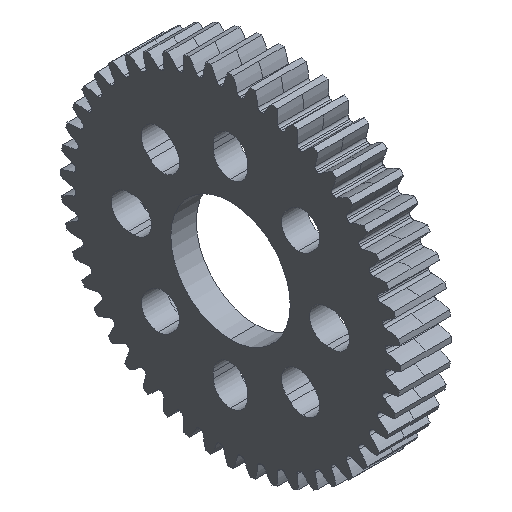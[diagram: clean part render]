
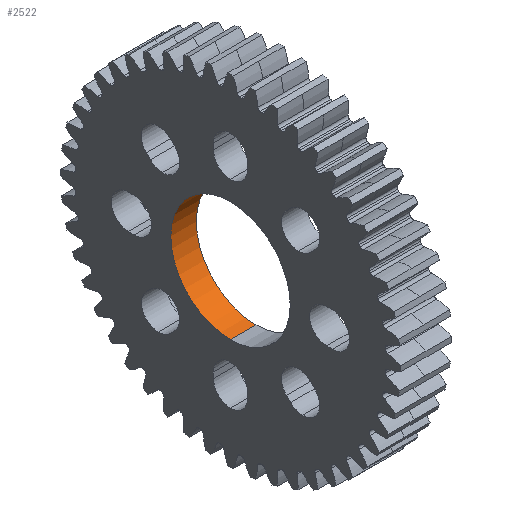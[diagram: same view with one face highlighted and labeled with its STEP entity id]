
A CAD part, isometric view. The second image highlights one B-rep face of the part: STEP entity #2522.
In plain terms, the highlighted cylindrical face has radius 7.025 mm (diameter 14.05 mm), a partial arc.
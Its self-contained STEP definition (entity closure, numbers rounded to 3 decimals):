
#544 = CARTESIAN_POINT ( 'NONE',  ( -1.5, 0., -7.025 ) ) ;
#1274 = EDGE_CURVE ( 'NONE', #5748, #1777, #19523, .T. ) ;
#1362 = VECTOR ( 'NONE', #8901, 1000. ) ;
#1499 = CARTESIAN_POINT ( 'NONE',  ( 1.5, 0., 0. ) ) ;
#1777 = VERTEX_POINT ( 'NONE', #13985 ) ;
#2522 = ADVANCED_FACE ( 'NONE', ( #12990 ), #21921, .F. ) ;
#2624 = AXIS2_PLACEMENT_3D ( 'NONE', #16161, #17964, #18177 ) ;
#3306 = DIRECTION ( 'NONE',  ( 1., 0., 0. ) ) ;
#4587 = VERTEX_POINT ( 'NONE', #10454 ) ;
#5292 = ORIENTED_EDGE ( 'NONE', *, *, #11816, .F. ) ;
#5748 = VERTEX_POINT ( 'NONE', #544 ) ;
#5793 = EDGE_LOOP ( 'NONE', ( #8725, #5292, #15176, #18173 ) ) ;
#6012 = CIRCLE ( 'NONE', #2624, 7.025 ) ;
#7080 = CARTESIAN_POINT ( 'NONE',  ( 1.5, 0., -7.025 ) ) ;
#7621 = LINE ( 'NONE', #20044, #14949 ) ;
#7837 = CIRCLE ( 'NONE', #22140, 7.025 ) ;
#8725 = ORIENTED_EDGE ( 'NONE', *, *, #21533, .F. ) ;
#8782 = CARTESIAN_POINT ( 'NONE',  ( -1.5, 0., 0. ) ) ;
#8901 = DIRECTION ( 'NONE',  ( 1., 0., 0. ) ) ;
#9201 = AXIS2_PLACEMENT_3D ( 'NONE', #1499, #3306, #18820 ) ;
#10454 = CARTESIAN_POINT ( 'NONE',  ( -1.5, 0., 7.025 ) ) ;
#10543 = DIRECTION ( 'NONE',  ( 0., 0., -1. ) ) ;
#11816 = EDGE_CURVE ( 'NONE', #5748, #4587, #7837, .T. ) ;
#12881 = DIRECTION ( 'NONE',  ( 1., 0., 0. ) ) ;
#12990 = FACE_OUTER_BOUND ( 'NONE', #5793, .T. ) ;
#13985 = CARTESIAN_POINT ( 'NONE',  ( 1.5, 0., -7.025 ) ) ;
#14949 = VECTOR ( 'NONE', #12881, 1000. ) ;
#15176 = ORIENTED_EDGE ( 'NONE', *, *, #1274, .T. ) ;
#16161 = CARTESIAN_POINT ( 'NONE',  ( 1.5, 0., 0. ) ) ;
#17503 = DIRECTION ( 'NONE',  ( 1., 0., 0. ) ) ;
#17964 = DIRECTION ( 'NONE',  ( 1., 0., 0. ) ) ;
#18173 = ORIENTED_EDGE ( 'NONE', *, *, #21743, .T. ) ;
#18177 = DIRECTION ( 'NONE',  ( 0., 0., -1. ) ) ;
#18716 = CARTESIAN_POINT ( 'NONE',  ( 1.5, 0., 7.025 ) ) ;
#18820 = DIRECTION ( 'NONE',  ( 0., 0., -1. ) ) ;
#19523 = LINE ( 'NONE', #7080, #1362 ) ;
#20044 = CARTESIAN_POINT ( 'NONE',  ( 1.5, 0., 7.025 ) ) ;
#20899 = VERTEX_POINT ( 'NONE', #18716 ) ;
#21533 = EDGE_CURVE ( 'NONE', #4587, #20899, #7621, .T. ) ;
#21743 = EDGE_CURVE ( 'NONE', #1777, #20899, #6012, .T. ) ;
#21921 = CYLINDRICAL_SURFACE ( 'NONE', #9201, 7.025 ) ;
#22140 = AXIS2_PLACEMENT_3D ( 'NONE', #8782, #17503, #10543 ) ;
